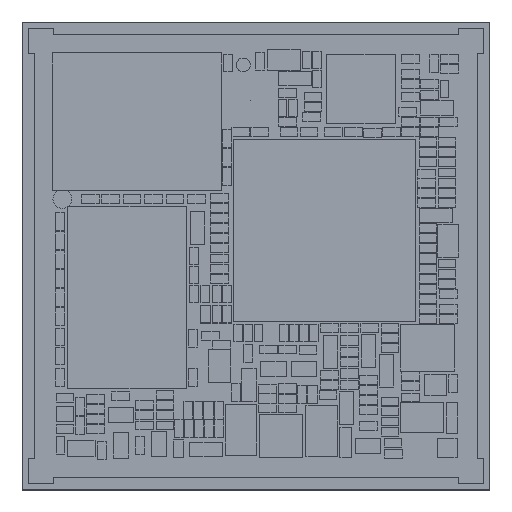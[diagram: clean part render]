
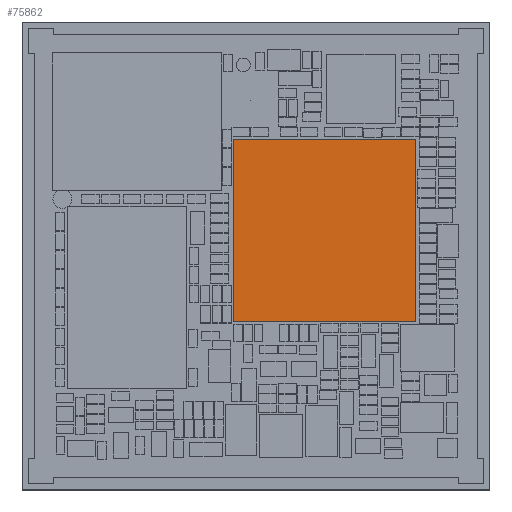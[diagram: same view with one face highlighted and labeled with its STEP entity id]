
A CAD part, top view. The second image highlights one B-rep face of the part: STEP entity #75862.
In plain terms, the highlighted planar face has unit normal (0, 0, 1).
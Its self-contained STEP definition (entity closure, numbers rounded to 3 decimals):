
#75548 = VERTEX_POINT('',#75549);
#75549 = CARTESIAN_POINT('',(16.2,12.8,1.32));
#75556 = PLANE('',#75557);
#75557 = AXIS2_PLACEMENT_3D('',#75558,#75559,#75560);
#75558 = CARTESIAN_POINT('',(16.2,12.8,0.));
#75559 = DIRECTION('',(0.,1.,0.));
#75560 = DIRECTION('',(1.,0.,0.));
#75568 = PLANE('',#75569);
#75569 = AXIS2_PLACEMENT_3D('',#75570,#75571,#75572);
#75570 = CARTESIAN_POINT('',(16.2,27.2,0.));
#75571 = DIRECTION('',(1.,0.,0.));
#75572 = DIRECTION('',(0.,-1.,0.));
#75580 = EDGE_CURVE('',#75548,#75581,#75583,.T.);
#75581 = VERTEX_POINT('',#75582);
#75582 = CARTESIAN_POINT('',(30.6,12.8,1.32));
#75583 = SURFACE_CURVE('',#75584,(#75588,#75595),.PCURVE_S1.);
#75584 = LINE('',#75585,#75586);
#75585 = CARTESIAN_POINT('',(16.2,12.8,1.32));
#75586 = VECTOR('',#75587,1.);
#75587 = DIRECTION('',(1.,0.,0.));
#75588 = PCURVE('',#75556,#75589);
#75589 = DEFINITIONAL_REPRESENTATION('',(#75590),#75594);
#75590 = LINE('',#75591,#75592);
#75591 = CARTESIAN_POINT('',(0.,-1.32));
#75592 = VECTOR('',#75593,1.);
#75593 = DIRECTION('',(1.,0.));
#75594 = ( GEOMETRIC_REPRESENTATION_CONTEXT(2) 
PARAMETRIC_REPRESENTATION_CONTEXT() REPRESENTATION_CONTEXT('2D SPACE',''
  ) );
#75595 = PCURVE('',#75596,#75601);
#75596 = PLANE('',#75597);
#75597 = AXIS2_PLACEMENT_3D('',#75598,#75599,#75600);
#75598 = CARTESIAN_POINT('',(16.2,12.8,1.32));
#75599 = DIRECTION('',(0.,0.,-1.));
#75600 = DIRECTION('',(-1.,0.,0.));
#75601 = DEFINITIONAL_REPRESENTATION('',(#75602),#75606);
#75602 = LINE('',#75603,#75604);
#75603 = CARTESIAN_POINT('',(0.,0.));
#75604 = VECTOR('',#75605,1.);
#75605 = DIRECTION('',(-1.,0.));
#75606 = ( GEOMETRIC_REPRESENTATION_CONTEXT(2) 
PARAMETRIC_REPRESENTATION_CONTEXT() REPRESENTATION_CONTEXT('2D SPACE',''
  ) );
#75624 = PLANE('',#75625);
#75625 = AXIS2_PLACEMENT_3D('',#75626,#75627,#75628);
#75626 = CARTESIAN_POINT('',(30.6,12.8,0.));
#75627 = DIRECTION('',(-1.,0.,0.));
#75628 = DIRECTION('',(0.,1.,0.));
#75668 = VERTEX_POINT('',#75669);
#75669 = CARTESIAN_POINT('',(16.2,27.2,1.32));
#75683 = PLANE('',#75684);
#75684 = AXIS2_PLACEMENT_3D('',#75685,#75686,#75687);
#75685 = CARTESIAN_POINT('',(30.6,27.2,0.));
#75686 = DIRECTION('',(0.,-1.,0.));
#75687 = DIRECTION('',(-1.,0.,0.));
#75695 = EDGE_CURVE('',#75668,#75548,#75696,.T.);
#75696 = SURFACE_CURVE('',#75697,(#75701,#75708),.PCURVE_S1.);
#75697 = LINE('',#75698,#75699);
#75698 = CARTESIAN_POINT('',(16.2,27.2,1.32));
#75699 = VECTOR('',#75700,1.);
#75700 = DIRECTION('',(0.,-1.,0.));
#75701 = PCURVE('',#75568,#75702);
#75702 = DEFINITIONAL_REPRESENTATION('',(#75703),#75707);
#75703 = LINE('',#75704,#75705);
#75704 = CARTESIAN_POINT('',(0.,-1.32));
#75705 = VECTOR('',#75706,1.);
#75706 = DIRECTION('',(1.,0.));
#75707 = ( GEOMETRIC_REPRESENTATION_CONTEXT(2) 
PARAMETRIC_REPRESENTATION_CONTEXT() REPRESENTATION_CONTEXT('2D SPACE',''
  ) );
#75708 = PCURVE('',#75596,#75709);
#75709 = DEFINITIONAL_REPRESENTATION('',(#75710),#75714);
#75710 = LINE('',#75711,#75712);
#75711 = CARTESIAN_POINT('',(0.,14.4));
#75712 = VECTOR('',#75713,1.);
#75713 = DIRECTION('',(0.,-1.));
#75714 = ( GEOMETRIC_REPRESENTATION_CONTEXT(2) 
PARAMETRIC_REPRESENTATION_CONTEXT() REPRESENTATION_CONTEXT('2D SPACE',''
  ) );
#75742 = EDGE_CURVE('',#75581,#75743,#75745,.T.);
#75743 = VERTEX_POINT('',#75744);
#75744 = CARTESIAN_POINT('',(30.6,27.2,1.32));
#75745 = SURFACE_CURVE('',#75746,(#75750,#75757),.PCURVE_S1.);
#75746 = LINE('',#75747,#75748);
#75747 = CARTESIAN_POINT('',(30.6,12.8,1.32));
#75748 = VECTOR('',#75749,1.);
#75749 = DIRECTION('',(0.,1.,0.));
#75750 = PCURVE('',#75624,#75751);
#75751 = DEFINITIONAL_REPRESENTATION('',(#75752),#75756);
#75752 = LINE('',#75753,#75754);
#75753 = CARTESIAN_POINT('',(0.,-1.32));
#75754 = VECTOR('',#75755,1.);
#75755 = DIRECTION('',(1.,0.));
#75756 = ( GEOMETRIC_REPRESENTATION_CONTEXT(2) 
PARAMETRIC_REPRESENTATION_CONTEXT() REPRESENTATION_CONTEXT('2D SPACE',''
  ) );
#75757 = PCURVE('',#75596,#75758);
#75758 = DEFINITIONAL_REPRESENTATION('',(#75759),#75763);
#75759 = LINE('',#75760,#75761);
#75760 = CARTESIAN_POINT('',(-14.4,0.));
#75761 = VECTOR('',#75762,1.);
#75762 = DIRECTION('',(0.,1.));
#75763 = ( GEOMETRIC_REPRESENTATION_CONTEXT(2) 
PARAMETRIC_REPRESENTATION_CONTEXT() REPRESENTATION_CONTEXT('2D SPACE',''
  ) );
#75813 = EDGE_CURVE('',#75743,#75668,#75814,.T.);
#75814 = SURFACE_CURVE('',#75815,(#75819,#75826),.PCURVE_S1.);
#75815 = LINE('',#75816,#75817);
#75816 = CARTESIAN_POINT('',(30.6,27.2,1.32));
#75817 = VECTOR('',#75818,1.);
#75818 = DIRECTION('',(-1.,0.,0.));
#75819 = PCURVE('',#75683,#75820);
#75820 = DEFINITIONAL_REPRESENTATION('',(#75821),#75825);
#75821 = LINE('',#75822,#75823);
#75822 = CARTESIAN_POINT('',(0.,-1.32));
#75823 = VECTOR('',#75824,1.);
#75824 = DIRECTION('',(1.,0.));
#75825 = ( GEOMETRIC_REPRESENTATION_CONTEXT(2) 
PARAMETRIC_REPRESENTATION_CONTEXT() REPRESENTATION_CONTEXT('2D SPACE',''
  ) );
#75826 = PCURVE('',#75596,#75827);
#75827 = DEFINITIONAL_REPRESENTATION('',(#75828),#75832);
#75828 = LINE('',#75829,#75830);
#75829 = CARTESIAN_POINT('',(-14.4,14.4));
#75830 = VECTOR('',#75831,1.);
#75831 = DIRECTION('',(1.,0.));
#75832 = ( GEOMETRIC_REPRESENTATION_CONTEXT(2) 
PARAMETRIC_REPRESENTATION_CONTEXT() REPRESENTATION_CONTEXT('2D SPACE',''
  ) );
#75862 = ADVANCED_FACE('',(#75863),#75596,.F.);
#75863 = FACE_BOUND('',#75864,.F.);
#75864 = EDGE_LOOP('',(#75865,#75866,#75867,#75868));
#75865 = ORIENTED_EDGE('',*,*,#75580,.F.);
#75866 = ORIENTED_EDGE('',*,*,#75695,.F.);
#75867 = ORIENTED_EDGE('',*,*,#75813,.F.);
#75868 = ORIENTED_EDGE('',*,*,#75742,.F.);
